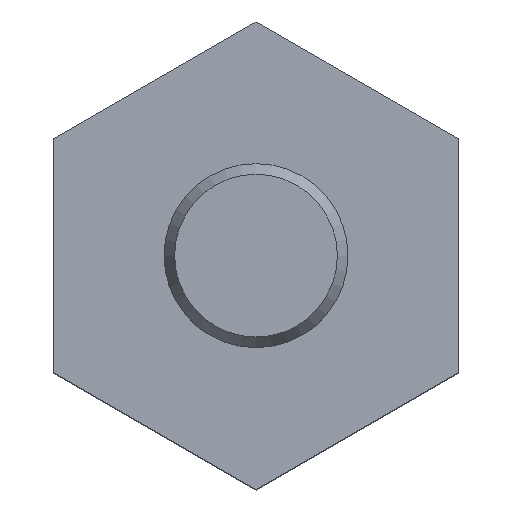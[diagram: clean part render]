
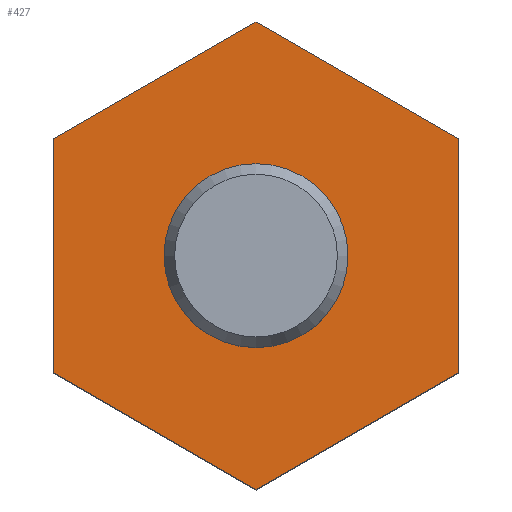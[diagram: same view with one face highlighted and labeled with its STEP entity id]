
A CAD part, top view. The second image highlights one B-rep face of the part: STEP entity #427.
In plain terms, the highlighted planar face has unit normal (0, 0, 1).
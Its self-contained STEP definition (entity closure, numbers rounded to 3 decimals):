
#34=LINE('',#591,#52);
#37=LINE('',#597,#55);
#39=LINE('',#601,#57);
#41=LINE('',#605,#59);
#43=LINE('',#609,#61);
#45=LINE('',#613,#63);
#52=VECTOR('',#513,1000.);
#55=VECTOR('',#518,1000.);
#57=VECTOR('',#522,1000.);
#59=VECTOR('',#526,1000.);
#61=VECTOR('',#530,1000.);
#63=VECTOR('',#534,1000.);
#117=ORIENTED_EDGE('',*,*,#139,.T.);
#118=ORIENTED_EDGE('',*,*,#150,.T.);
#119=ORIENTED_EDGE('',*,*,#148,.T.);
#120=ORIENTED_EDGE('',*,*,#146,.T.);
#121=ORIENTED_EDGE('',*,*,#144,.T.);
#122=ORIENTED_EDGE('',*,*,#142,.T.);
#123=ORIENTED_EDGE('',*,*,#153,.T.);
#139=EDGE_CURVE('',#169,#170,#34,.T.);
#142=EDGE_CURVE('',#171,#169,#37,.T.);
#144=EDGE_CURVE('',#172,#171,#39,.T.);
#146=EDGE_CURVE('',#173,#172,#41,.T.);
#148=EDGE_CURVE('',#174,#173,#43,.T.);
#150=EDGE_CURVE('',#170,#174,#45,.T.);
#153=EDGE_CURVE('',#177,#177,#189,.T.);
#169=VERTEX_POINT('',#592);
#170=VERTEX_POINT('',#593);
#171=VERTEX_POINT('',#598);
#172=VERTEX_POINT('',#602);
#173=VERTEX_POINT('',#606);
#174=VERTEX_POINT('',#610);
#177=VERTEX_POINT('',#622);
#189=CIRCLE('',#463,5.);
#220=EDGE_LOOP('',(#117,#118,#119,#120,#121,#122));
#221=EDGE_LOOP('',(#123));
#252=FACE_BOUND('',#220,.T.);
#253=FACE_BOUND('',#221,.T.);
#266=PLANE('',#464);
#427=ADVANCED_FACE('',(#252,#253),#266,.F.);
#463=AXIS2_PLACEMENT_3D('',#621,#545,#546);
#464=AXIS2_PLACEMENT_3D('',#623,#547,#548);
#513=DIRECTION('',(0.,-1.,0.));
#518=DIRECTION('',(-0.866,-0.5,0.));
#522=DIRECTION('',(-0.866,0.5,0.));
#526=DIRECTION('',(0.,1.,0.));
#530=DIRECTION('',(0.866,0.5,0.));
#534=DIRECTION('',(0.866,-0.5,0.));
#545=DIRECTION('',(0.,0.,-1.));
#546=DIRECTION('',(-1.,0.,0.));
#547=DIRECTION('',(0.,0.,-1.));
#548=DIRECTION('',(-1.,0.,0.));
#591=CARTESIAN_POINT('',(-11.,6.351,-3.5));
#592=CARTESIAN_POINT('',(-11.,6.351,-3.5));
#593=CARTESIAN_POINT('',(-11.,-6.351,-3.5));
#597=CARTESIAN_POINT('',(0.,12.702,-3.5));
#598=CARTESIAN_POINT('',(0.,12.702,-3.5));
#601=CARTESIAN_POINT('',(11.,6.351,-3.5));
#602=CARTESIAN_POINT('',(11.,6.351,-3.5));
#605=CARTESIAN_POINT('',(11.,-6.351,-3.5));
#606=CARTESIAN_POINT('',(11.,-6.351,-3.5));
#609=CARTESIAN_POINT('',(0.,-12.702,-3.5));
#610=CARTESIAN_POINT('',(0.,-12.702,-3.5));
#613=CARTESIAN_POINT('',(-11.,-6.351,-3.5));
#621=CARTESIAN_POINT('',(0.,0.,-3.5));
#622=CARTESIAN_POINT('',(-5.,0.,-3.5));
#623=CARTESIAN_POINT('',(-5.,0.,-3.5));
